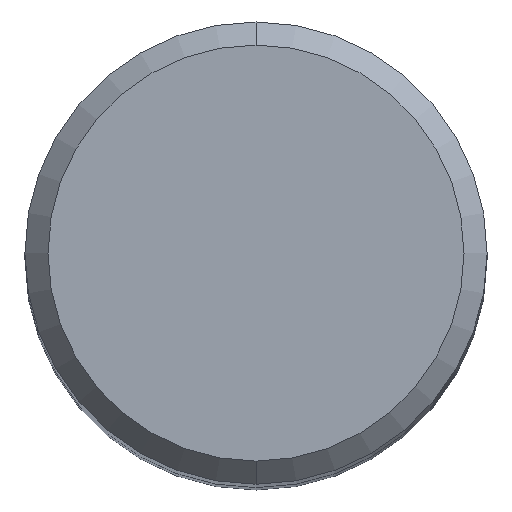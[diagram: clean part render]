
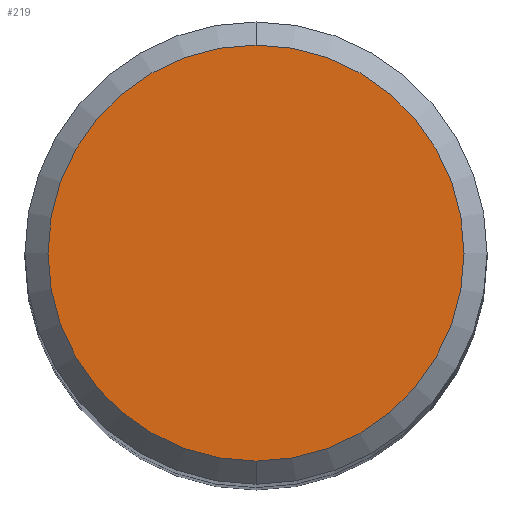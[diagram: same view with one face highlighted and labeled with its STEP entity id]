
A CAD part, top view. The second image highlights one B-rep face of the part: STEP entity #219.
In plain terms, the highlighted planar face has unit normal (0, 0, 1).
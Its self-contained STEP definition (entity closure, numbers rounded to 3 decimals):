
#219=ADVANCED_FACE('',(#579),#580,.T.);
#393=VERTEX_POINT('',#776);
#439=EDGE_CURVE('',#505,#393,#828,.T.);
#505=VERTEX_POINT('',#900);
#507=EDGE_CURVE('',#393,#505,#902,.T.);
#579=FACE_OUTER_BOUND('',#977,.T.);
#580=PLANE('',#978);
#776=CARTESIAN_POINT('',(0.,-5.4,0.0));
#828=CIRCLE('',#1478,5.4);
#900=CARTESIAN_POINT('',(0.0,5.4,0.0));
#902=CIRCLE('',#1673,5.4);
#977=EDGE_LOOP('',(#1741,#1742));
#978=AXIS2_PLACEMENT_3D('',#1743,#1744,#1745);
#1478=AXIS2_PLACEMENT_3D('',#2029,#2030,#2031);
#1673=AXIS2_PLACEMENT_3D('',#2114,#2115,#2116);
#1741=ORIENTED_EDGE('',*,*,#439,.F.);
#1742=ORIENTED_EDGE('',*,*,#507,.F.);
#1743=CARTESIAN_POINT('',(0.0,2.7,0.0));
#1744=DIRECTION('',(-0.0,0.0,1.0));
#1745=DIRECTION('',(0.0,-1.0,0.0));
#2029=CARTESIAN_POINT('',(0.0,0.0,0.0));
#2030=DIRECTION('',(0.0,0.0,-1.0));
#2031=DIRECTION('',(0.0,1.0,0.0));
#2114=CARTESIAN_POINT('',(0.0,0.0,0.0));
#2115=DIRECTION('',(0.0,0.0,-1.0));
#2116=DIRECTION('',(0.0,1.0,0.0));
